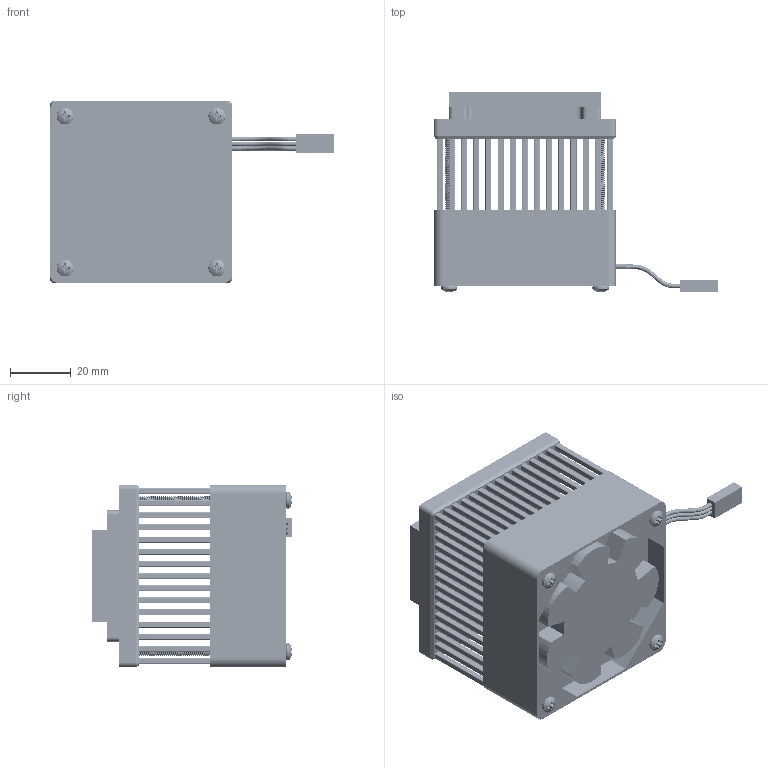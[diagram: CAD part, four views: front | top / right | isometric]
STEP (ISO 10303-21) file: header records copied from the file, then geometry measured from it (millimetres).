
FILE_DESCRIPTION (( 'STEP AP203' ), '1' );
FILE_NAME ('SUA-45-S2.STEP', '2021-11-18T22:12:10', ( '' ), ( '' ), 'SwSTEP 2.0', 'SolidWorks 2021', '' );
FILE_SCHEMA (( 'CONFIG_CONTROL_DESIGN' ));
Length unit declared in the file: inch
Products named in the file (1): SUA-45-S2
Bounding box: 93.64 x 65.85 x 60 mm (x, y, z)
Volume: 138943.3 mm3; surface area: 76058.1 mm2
Topology: 11 solids, 11 shells, 4278 faces, 11903 edges, 7892 vertices
Faces by surface type: cylinder 2828, plane 1294, cone 96, bspline 36, torus 16, sphere 8
Entity records: 166410 total; most frequent: CARTESIAN_POINT 65064, ORIENTED_EDGE 23790, DIRECTION 19073, EDGE_CURVE 11895, VERTEX_POINT 7892, AXIS2_PLACEMENT_3D 6615, LINE 5843, VECTOR 5843
